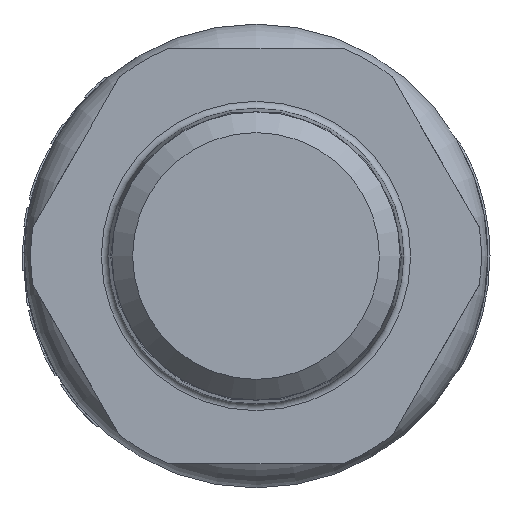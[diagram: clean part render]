
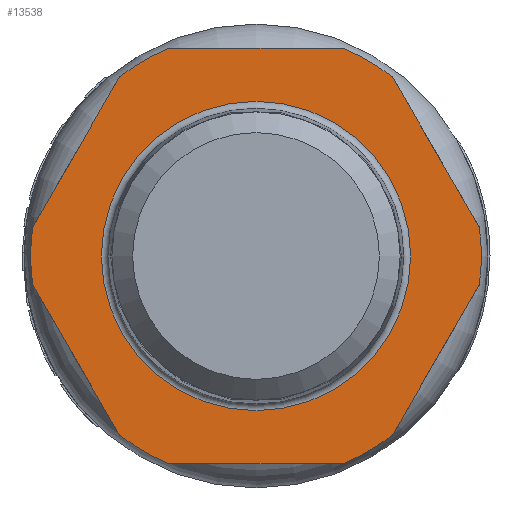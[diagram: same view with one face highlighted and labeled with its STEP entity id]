
A CAD part, left-side view. The second image highlights one B-rep face of the part: STEP entity #13538.
In plain terms, the highlighted planar face has unit normal (-1, 0, 0).
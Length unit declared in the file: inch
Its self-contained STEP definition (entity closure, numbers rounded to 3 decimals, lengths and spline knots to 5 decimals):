
#119=FACE_BOUND('',#2636,.T.);
#1274=PLANE('',#14771);
#1873=FACE_OUTER_BOUND('',#2635,.T.);
#2635=EDGE_LOOP('',(#10686,#10687,#10688,#10689,#10690,#10691,#10692,#10693,
#10694,#10695,#10696,#10697));
#2636=EDGE_LOOP('',(#10698,#10699));
#3292=LINE('',#23845,#3877);
#3293=LINE('',#23849,#3878);
#3294=LINE('',#23853,#3879);
#3295=LINE('',#23857,#3880);
#3296=LINE('',#23861,#3881);
#3297=LINE('',#23865,#3882);
#3877=VECTOR('',#17364,0.3937);
#3878=VECTOR('',#17367,0.3937);
#3879=VECTOR('',#17370,0.3937);
#3880=VECTOR('',#17373,0.3937);
#3881=VECTOR('',#17376,0.3937);
#3882=VECTOR('',#17379,0.3937);
#4588=CIRCLE('',#14764,0.43976);
#4589=CIRCLE('',#14765,0.43976);
#4594=CIRCLE('',#14772,0.64035);
#4595=CIRCLE('',#14773,0.64035);
#4596=CIRCLE('',#14774,0.64035);
#4597=CIRCLE('',#14775,0.64035);
#4598=CIRCLE('',#14776,0.64035);
#4599=CIRCLE('',#14777,0.64035);
#5636=VERTEX_POINT('',#23828);
#5637=VERTEX_POINT('',#23830);
#5641=VERTEX_POINT('',#23843);
#5642=VERTEX_POINT('',#23844);
#5643=VERTEX_POINT('',#23846);
#5644=VERTEX_POINT('',#23848);
#5645=VERTEX_POINT('',#23850);
#5646=VERTEX_POINT('',#23852);
#5647=VERTEX_POINT('',#23854);
#5648=VERTEX_POINT('',#23856);
#5649=VERTEX_POINT('',#23858);
#5650=VERTEX_POINT('',#23860);
#5651=VERTEX_POINT('',#23862);
#5652=VERTEX_POINT('',#23864);
#7417=EDGE_CURVE('',#5636,#5637,#4588,.T.);
#7418=EDGE_CURVE('',#5637,#5636,#4589,.T.);
#7424=EDGE_CURVE('',#5641,#5642,#3292,.T.);
#7425=EDGE_CURVE('',#5643,#5642,#4594,.T.);
#7426=EDGE_CURVE('',#5643,#5644,#3293,.T.);
#7427=EDGE_CURVE('',#5645,#5644,#4595,.T.);
#7428=EDGE_CURVE('',#5645,#5646,#3294,.T.);
#7429=EDGE_CURVE('',#5647,#5646,#4596,.T.);
#7430=EDGE_CURVE('',#5647,#5648,#3295,.T.);
#7431=EDGE_CURVE('',#5649,#5648,#4597,.T.);
#7432=EDGE_CURVE('',#5649,#5650,#3296,.T.);
#7433=EDGE_CURVE('',#5651,#5650,#4598,.T.);
#7434=EDGE_CURVE('',#5651,#5652,#3297,.T.);
#7435=EDGE_CURVE('',#5641,#5652,#4599,.T.);
#10686=ORIENTED_EDGE('',*,*,#7424,.T.);
#10687=ORIENTED_EDGE('',*,*,#7425,.F.);
#10688=ORIENTED_EDGE('',*,*,#7426,.T.);
#10689=ORIENTED_EDGE('',*,*,#7427,.F.);
#10690=ORIENTED_EDGE('',*,*,#7428,.T.);
#10691=ORIENTED_EDGE('',*,*,#7429,.F.);
#10692=ORIENTED_EDGE('',*,*,#7430,.T.);
#10693=ORIENTED_EDGE('',*,*,#7431,.F.);
#10694=ORIENTED_EDGE('',*,*,#7432,.T.);
#10695=ORIENTED_EDGE('',*,*,#7433,.F.);
#10696=ORIENTED_EDGE('',*,*,#7434,.T.);
#10697=ORIENTED_EDGE('',*,*,#7435,.F.);
#10698=ORIENTED_EDGE('',*,*,#7418,.F.);
#10699=ORIENTED_EDGE('',*,*,#7417,.F.);
#13538=ADVANCED_FACE('',(#1873,#119),#1274,.T.);
#14764=AXIS2_PLACEMENT_3D('',#23831,#17347,#17348);
#14765=AXIS2_PLACEMENT_3D('',#23832,#17349,#17350);
#14771=AXIS2_PLACEMENT_3D('',#23842,#17362,#17363);
#14772=AXIS2_PLACEMENT_3D('',#23847,#17365,#17366);
#14773=AXIS2_PLACEMENT_3D('',#23851,#17368,#17369);
#14774=AXIS2_PLACEMENT_3D('',#23855,#17371,#17372);
#14775=AXIS2_PLACEMENT_3D('',#23859,#17374,#17375);
#14776=AXIS2_PLACEMENT_3D('',#23863,#17377,#17378);
#14777=AXIS2_PLACEMENT_3D('',#23866,#17380,#17381);
#17347=DIRECTION('center_axis',(-1.,0.,0.));
#17348=DIRECTION('ref_axis',(0.,1.,0.));
#17349=DIRECTION('center_axis',(-1.,0.,0.));
#17350=DIRECTION('ref_axis',(0.,1.,0.));
#17362=DIRECTION('center_axis',(-1.,0.,0.));
#17363=DIRECTION('ref_axis',(0.,0.,
-1.));
#17364=DIRECTION('',(0.,0.5,0.866));
#17365=DIRECTION('center_axis',(1.,0.,0.));
#17366=DIRECTION('ref_axis',(0.,0.,
1.));
#17367=DIRECTION('',(0.,1.,0.));
#17368=DIRECTION('center_axis',(1.,0.,0.));
#17369=DIRECTION('ref_axis',(0.,0.,
1.));
#17370=DIRECTION('',(0.,0.5,-0.866));
#17371=DIRECTION('center_axis',(1.,0.,0.));
#17372=DIRECTION('ref_axis',(0.,0.,
1.));
#17373=DIRECTION('',(0.,-0.5,-0.866));
#17374=DIRECTION('center_axis',(1.,0.,0.));
#17375=DIRECTION('ref_axis',(0.,0.,
1.));
#17376=DIRECTION('',(0.,-1.,0.));
#17377=DIRECTION('center_axis',(1.,0.,0.));
#17378=DIRECTION('ref_axis',(0.,0.,
1.));
#17379=DIRECTION('',(0.,-0.5,0.866));
#17380=DIRECTION('center_axis',(1.,0.,0.));
#17381=DIRECTION('ref_axis',(0.,0.,
1.));
#23828=CARTESIAN_POINT('',(-1.24213,0.,-0.43976));
#23830=CARTESIAN_POINT('',(-1.24213,-0.43976,0.));
#23831=CARTESIAN_POINT('Origin',(-1.24213,0.,
0.));
#23832=CARTESIAN_POINT('Origin',(-1.24213,0.,
0.));
#23842=CARTESIAN_POINT('Origin',(-1.24213,-0.64035,0.));
#23843=CARTESIAN_POINT('',(-1.24213,-0.63523,0.08085));
#23844=CARTESIAN_POINT('',(-1.24213,-0.38764,0.5097));
#23845=CARTESIAN_POINT('',(-1.24213,-0.65338,0.04942));
#23846=CARTESIAN_POINT('',(-1.24213,-0.24759,0.59055));
#23847=CARTESIAN_POINT('Origin',(-1.24213,0.,
0.));
#23848=CARTESIAN_POINT('',(-1.24213,0.24759,0.59055));
#23849=CARTESIAN_POINT('',(-1.24213,-0.44397,0.59055));
#23850=CARTESIAN_POINT('',(-1.24213,0.38764,0.5097));
#23851=CARTESIAN_POINT('Origin',(-1.24213,0.,
0.));
#23852=CARTESIAN_POINT('',(-1.24213,0.63523,0.08085));
#23853=CARTESIAN_POINT('',(-1.24213,0.36949,0.54113));
#23854=CARTESIAN_POINT('',(-1.24213,0.63523,-0.08085));
#23855=CARTESIAN_POINT('Origin',(-1.24213,0.,
0.));
#23856=CARTESIAN_POINT('',(-1.24213,0.38764,-0.5097));
#23857=CARTESIAN_POINT('',(-1.24213,0.49329,-0.3267));
#23858=CARTESIAN_POINT('',(-1.24213,0.24759,-0.59055));
#23859=CARTESIAN_POINT('Origin',(-1.24213,0.,
0.));
#23860=CARTESIAN_POINT('',(-1.24213,-0.24759,-0.59055));
#23861=CARTESIAN_POINT('',(-1.24213,-0.19638,-0.59055));
#23862=CARTESIAN_POINT('',(-1.24213,-0.38764,-0.5097));
#23863=CARTESIAN_POINT('Origin',(-1.24213,0.,
0.));
#23864=CARTESIAN_POINT('',(-1.24213,-0.63523,-0.08085));
#23865=CARTESIAN_POINT('',(-1.24213,-0.52958,-0.26385));
#23866=CARTESIAN_POINT('Origin',(-1.24213,0.,
0.));
